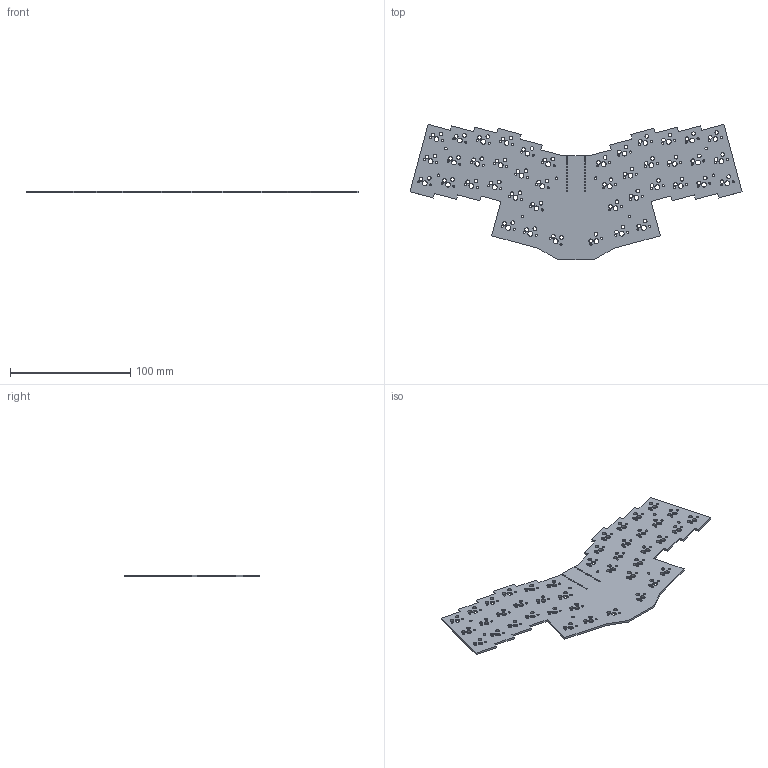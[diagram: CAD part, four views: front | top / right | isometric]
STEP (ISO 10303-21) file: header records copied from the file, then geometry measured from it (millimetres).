
FILE_DESCRIPTION(('KiCad electronic assembly'),'2;1');
FILE_NAME('ergo3by6plus3nonSplit.step','2022-10-19T21:09:48',('Pcbnew'), ('Kicad'),'Open CASCADE STEP processor 7.6','KiCad to STEP converter', 'Unknown');
FILE_SCHEMA(('AUTOMOTIVE_DESIGN { 1 0 10303 214 1 1 1 1 }'));
Length unit declared in the file: millimetre
Products named in the file (2): ergo3by6plus3nonSplit 1; _autosave-ergo3by6plus3nonSplit PCB
Assembly tree (1 placements, depth 2):
  ergo3by6plus3nonSplit 1
    _autosave-ergo3by6plus3nonSplit PCB
Bounding box: 276.45 x 112.51 x 1.6 mm (x, y, z)
Volume: 28245.3 mm3; surface area: 39659.1 mm2
Topology: 1 solids, 1 shells, 290 faces, 864 edges, 576 vertices
Faces by surface type: cylinder 242, plane 48
Full cylindrical faces by diameter (mm): 1.1 x24, 1.75 x84, 2.1 x8, 3.05 x84, 4 x42
Entity records: 23711 total; most frequent: CARTESIAN_POINT 6364, DIRECTION 3176, ORIENTED_EDGE 1728, PCURVE 1728, DEFINITIONAL_REPRESENTATION 1728, LINE 1624, VECTOR 1624, EDGE_CURVE 864
